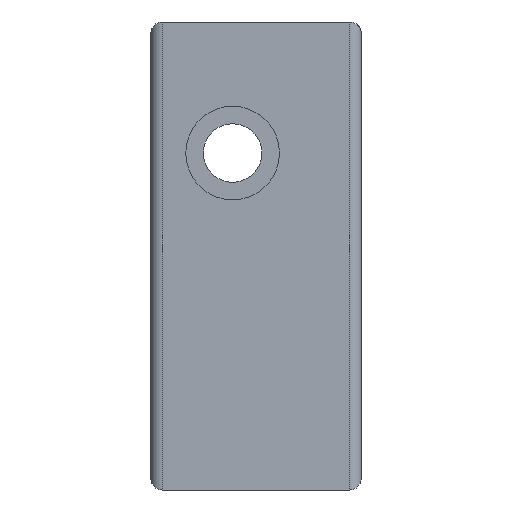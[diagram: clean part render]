
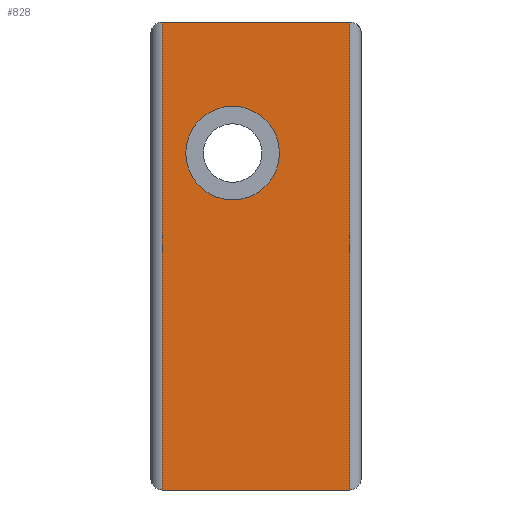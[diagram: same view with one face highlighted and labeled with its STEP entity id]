
A CAD part, left-side view. The second image highlights one B-rep face of the part: STEP entity #828.
In plain terms, the highlighted planar face has unit normal (-1, 0, 0).
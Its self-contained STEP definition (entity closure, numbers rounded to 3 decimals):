
#19=FACE_BOUND('',#135,.T.);
#36=PLANE('',#908);
#80=FACE_OUTER_BOUND('',#134,.T.);
#134=EDGE_LOOP('',(#585,#586,#587,#588));
#135=EDGE_LOOP('',(#589));
#200=LINE('',#1297,#270);
#207=LINE('',#1316,#277);
#210=LINE('',#1322,#280);
#211=LINE('',#1323,#281);
#270=VECTOR('',#1024,10.);
#277=VECTOR('',#1045,10.);
#280=VECTOR('',#1050,10.);
#281=VECTOR('',#1051,10.);
#343=CIRCLE('',#909,4.);
#373=VERTEX_POINT('',#1294);
#374=VERTEX_POINT('',#1296);
#379=VERTEX_POINT('',#1315);
#381=VERTEX_POINT('',#1321);
#382=VERTEX_POINT('',#1324);
#445=EDGE_CURVE('',#373,#374,#200,.T.);
#455=EDGE_CURVE('',#379,#374,#207,.T.);
#458=EDGE_CURVE('',#381,#373,#210,.T.);
#459=EDGE_CURVE('',#379,#381,#211,.T.);
#460=EDGE_CURVE('',#382,#382,#343,.T.);
#585=ORIENTED_EDGE('',*,*,#445,.F.);
#586=ORIENTED_EDGE('',*,*,#458,.F.);
#587=ORIENTED_EDGE('',*,*,#459,.F.);
#588=ORIENTED_EDGE('',*,*,#455,.T.);
#589=ORIENTED_EDGE('',*,*,#460,.T.);
#828=ADVANCED_FACE('',(#80,#19),#36,.T.);
#908=AXIS2_PLACEMENT_3D('',#1320,#1048,#1049);
#909=AXIS2_PLACEMENT_3D('',#1325,#1052,#1053);
#1024=DIRECTION('',(0.,0.,1.));
#1045=DIRECTION('',(0.,1.,0.));
#1048=DIRECTION('center_axis',(-1.,0.,0.));
#1049=DIRECTION('ref_axis',(0.,0.,1.));
#1050=DIRECTION('',(0.,1.,0.));
#1051=DIRECTION('',(0.,0.,-1.));
#1052=DIRECTION('center_axis',(1.,0.,0.));
#1053=DIRECTION('ref_axis',(0.,0.,1.));
#1294=CARTESIAN_POINT('',(-40.,17.,-20.));
#1296=CARTESIAN_POINT('',(-40.,17.,20.));
#1297=CARTESIAN_POINT('',(-40.,17.,-10.));
#1315=CARTESIAN_POINT('',(-40.,1.,20.));
#1316=CARTESIAN_POINT('',(-40.,0.,20.));
#1320=CARTESIAN_POINT('Origin',(-40.,0.,-20.));
#1321=CARTESIAN_POINT('',(-40.,1.,-20.));
#1322=CARTESIAN_POINT('',(-40.,0.,-20.));
#1323=CARTESIAN_POINT('',(-40.,1.,-10.));
#1324=CARTESIAN_POINT('',(-40.,11.,4.8));
#1325=CARTESIAN_POINT('Origin',(-40.,11.,8.8));
